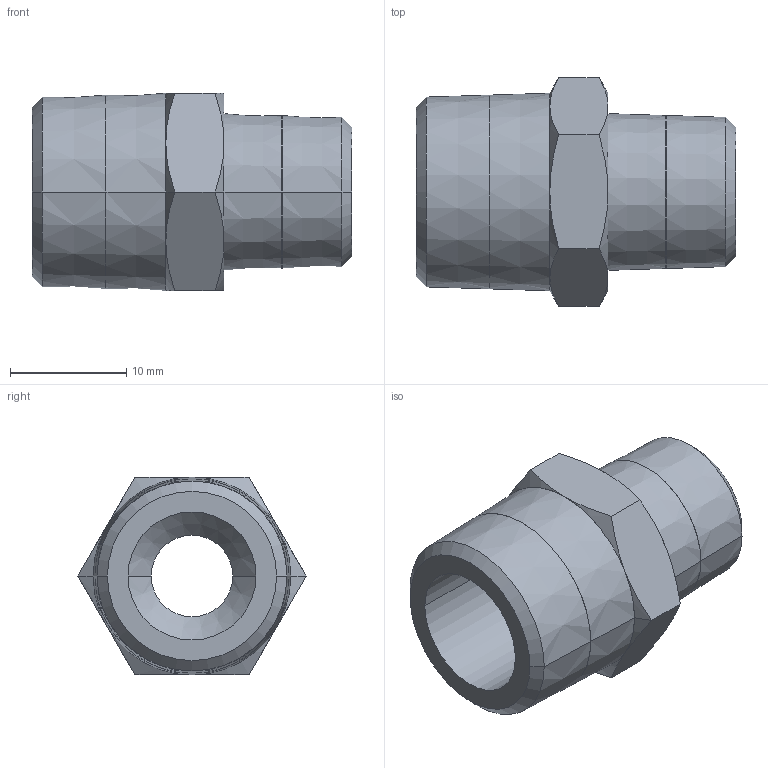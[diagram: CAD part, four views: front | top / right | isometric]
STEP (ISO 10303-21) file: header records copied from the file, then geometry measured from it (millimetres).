
FILE_DESCRIPTION(('STEP AP214'),'1');
FILE_NAME('0121_17_13.stp','2016-07-07T14:22:14',('TraceParts'),('TraceParts S.A.'),'Spatial InterOp 3D',' ',' ');
FILE_SCHEMA(('automotive_design'));
Length unit declared in the file: millimetre
Products named in the file (1): 1
Bounding box: 27.5 x 19.63 x 17 mm (x, y, z)
Volume: 3402.3 mm3; surface area: 2555.7 mm2
Topology: 1 solids, 1 shells, 50 faces, 103 edges, 61 vertices
Faces by surface type: cone 30, plane 14, cylinder 6
Entity records: 1356 total; most frequent: CARTESIAN_POINT 311, DIRECTION 231, ORIENTED_EDGE 206, EDGE_CURVE 103, AXIS2_PLACEMENT_3D 101, VERTEX_POINT 61, EDGE_LOOP 58, ADVANCED_FACE 50
